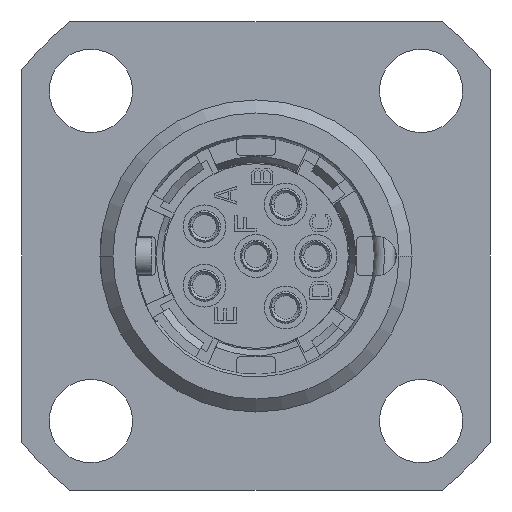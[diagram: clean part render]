
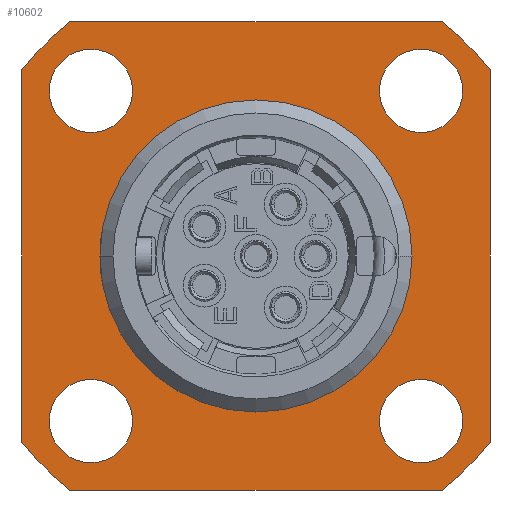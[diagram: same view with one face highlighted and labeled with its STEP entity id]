
A CAD part, left-side view. The second image highlights one B-rep face of the part: STEP entity #10602.
In plain terms, the highlighted planar face has unit normal (-1, 0, 0).
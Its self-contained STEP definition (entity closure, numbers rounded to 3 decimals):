
#412=CARTESIAN_POINT('',(-5.,0.,0.));
#413=DIRECTION('',(-1.,0.,0.));
#414=DIRECTION('',(0.,-1.,0.));
#415=AXIS2_PLACEMENT_3D('',#412,#413,#414);
#425=CARTESIAN_POINT('',(-5.,0.,0.));
#426=DIRECTION('',(-1.,0.,0.));
#427=DIRECTION('',(0.,1.,0.));
#428=AXIS2_PLACEMENT_3D('',#425,#426,#427);
#537=DIRECTION('',(0.,0.,1.));
#538=VECTOR('',#537,14.318);
#539=CARTESIAN_POINT('',(-5.,-9.,-7.159));
#540=LINE('1329',#539,#538);
#541=CARTESIAN_POINT('',(-5.,0.,0.));
#542=DIRECTION('',(-1.,0.,0.));
#543=DIRECTION('',(0.,-0.623,-0.783));
#544=AXIS2_PLACEMENT_3D('',#541,#542,#543);
#546=DIRECTION('',(0.,-1.,0.));
#547=VECTOR('',#546,14.318);
#548=CARTESIAN_POINT('',(-5.,7.159,-9.));
#549=LINE('1331',#548,#547);
#550=CARTESIAN_POINT('',(-5.,0.,0.));
#551=DIRECTION('',(-1.,0.,0.));
#552=DIRECTION('',(0.,0.783,-0.623));
#553=AXIS2_PLACEMENT_3D('',#550,#551,#552);
#555=DIRECTION('',(0.,0.,-1.));
#556=VECTOR('',#555,14.318);
#557=CARTESIAN_POINT('',(-5.,9.,7.159));
#558=LINE('1333',#557,#556);
#559=CARTESIAN_POINT('',(-5.,0.,0.));
#560=DIRECTION('',(-1.,0.,0.));
#561=DIRECTION('',(0.,0.623,0.783));
#562=AXIS2_PLACEMENT_3D('',#559,#560,#561);
#564=DIRECTION('',(0.,1.,0.));
#565=VECTOR('',#564,14.318);
#566=CARTESIAN_POINT('',(-5.,-7.159,9.));
#567=LINE('1335',#566,#565);
#568=CARTESIAN_POINT('',(-5.,0.,0.));
#569=DIRECTION('',(-1.,0.,0.));
#570=DIRECTION('',(0.,-0.783,0.623));
#571=AXIS2_PLACEMENT_3D('',#568,#569,#570);
#573=CARTESIAN_POINT('',(-5.,6.35,6.35));
#574=DIRECTION('',(1.,0.,0.));
#575=DIRECTION('',(0.,1.,0.));
#576=AXIS2_PLACEMENT_3D('',#573,#574,#575);
#578=CARTESIAN_POINT('',(-5.,6.35,6.35));
#579=DIRECTION('',(1.,0.,0.));
#580=DIRECTION('',(0.,-1.,0.));
#581=AXIS2_PLACEMENT_3D('',#578,#579,#580);
#583=CARTESIAN_POINT('',(-5.,6.35,-6.35));
#584=DIRECTION('',(1.,0.,0.));
#585=DIRECTION('',(0.,1.,0.));
#586=AXIS2_PLACEMENT_3D('',#583,#584,#585);
#588=CARTESIAN_POINT('',(-5.,6.35,-6.35));
#589=DIRECTION('',(1.,0.,0.));
#590=DIRECTION('',(0.,-1.,0.));
#591=AXIS2_PLACEMENT_3D('',#588,#589,#590);
#593=CARTESIAN_POINT('',(-5.,-6.35,-6.35));
#594=DIRECTION('',(1.,0.,0.));
#595=DIRECTION('',(0.,1.,0.));
#596=AXIS2_PLACEMENT_3D('',#593,#594,#595);
#598=CARTESIAN_POINT('',(-5.,-6.35,-6.35));
#599=DIRECTION('',(1.,0.,0.));
#600=DIRECTION('',(0.,-1.,0.));
#601=AXIS2_PLACEMENT_3D('',#598,#599,#600);
#603=CARTESIAN_POINT('',(-5.,-6.35,6.35));
#604=DIRECTION('',(1.,0.,0.));
#605=DIRECTION('',(0.,1.,0.));
#606=AXIS2_PLACEMENT_3D('',#603,#604,#605);
#608=CARTESIAN_POINT('',(-5.,-6.35,6.35));
#609=DIRECTION('',(1.,0.,0.));
#610=DIRECTION('',(0.,-1.,0.));
#611=AXIS2_PLACEMENT_3D('',#608,#609,#610);
#7576=CARTESIAN_POINT('',(-5.,-9.,-7.159));
#7577=CARTESIAN_POINT('',(-5.,-9.,7.159));
#7578=VERTEX_POINT('',#7576);
#7579=VERTEX_POINT('',#7577);
#7580=CARTESIAN_POINT('',(-5.,-7.159,-9.));
#7581=VERTEX_POINT('',#7580);
#7582=CARTESIAN_POINT('',(-5.,7.159,-9.));
#7583=VERTEX_POINT('',#7582);
#7584=CARTESIAN_POINT('',(-5.,9.,-7.159));
#7585=VERTEX_POINT('',#7584);
#7586=CARTESIAN_POINT('',(-5.,9.,7.159));
#7587=VERTEX_POINT('',#7586);
#7588=CARTESIAN_POINT('',(-5.,7.159,9.));
#7589=VERTEX_POINT('',#7588);
#7590=CARTESIAN_POINT('',(-5.,-7.159,9.));
#7591=VERTEX_POINT('',#7590);
#7596=CARTESIAN_POINT('',(-5.,-6.,0.));
#7597=CARTESIAN_POINT('',(-5.,6.,0.));
#7598=VERTEX_POINT('',#7596);
#7599=VERTEX_POINT('',#7597);
#7608=CARTESIAN_POINT('',(-5.,7.95,6.35));
#7609=CARTESIAN_POINT('',(-5.,4.75,6.35));
#7610=VERTEX_POINT('',#7608);
#7611=VERTEX_POINT('',#7609);
#7616=CARTESIAN_POINT('',(-5.,7.95,-6.35));
#7617=CARTESIAN_POINT('',(-5.,4.75,-6.35));
#7618=VERTEX_POINT('',#7616);
#7619=VERTEX_POINT('',#7617);
#7624=CARTESIAN_POINT('',(-5.,-4.75,-6.35));
#7625=CARTESIAN_POINT('',(-5.,-7.95,-6.35));
#7626=VERTEX_POINT('',#7624);
#7627=VERTEX_POINT('',#7625);
#7632=CARTESIAN_POINT('',(-5.,-4.75,6.35));
#7633=CARTESIAN_POINT('',(-5.,-7.95,6.35));
#7634=VERTEX_POINT('',#7632);
#7635=VERTEX_POINT('',#7633);
#10551=CARTESIAN_POINT('',(-5.,0.,0.));
#10552=DIRECTION('',(1.,0.,0.));
#10553=DIRECTION('',(0.,0.,-1.));
#10554=AXIS2_PLACEMENT_3D('',#10551,#10552,#10553);
#10555=PLANE('274',#10554);
#10557=ORIENTED_EDGE('1329',*,*,#10556,.F.);
#10559=ORIENTED_EDGE('1330',*,*,#10558,.F.);
#10561=ORIENTED_EDGE('1331',*,*,#10560,.F.);
#10563=ORIENTED_EDGE('1332',*,*,#10562,.F.);
#10565=ORIENTED_EDGE('1333',*,*,#10564,.F.);
#10567=ORIENTED_EDGE('1334',*,*,#10566,.F.);
#10569=ORIENTED_EDGE('1335',*,*,#10568,.F.);
#10571=ORIENTED_EDGE('1336',*,*,#10570,.F.);
#10572=EDGE_LOOP('274',(#10557,#10559,#10561,#10563,#10565,#10567,#10569,
#10571));
#10573=FACE_OUTER_BOUND('274',#10572,.F.);
#10574=ORIENTED_EDGE('1346',*,*,#10356,.T.);
#10575=ORIENTED_EDGE('1348',*,*,#10383,.T.);
#10576=EDGE_LOOP('274',(#10574,#10575));
#10577=FACE_BOUND('274',#10576,.F.);
#10579=ORIENTED_EDGE('1354',*,*,#10578,.F.);
#10581=ORIENTED_EDGE('1355',*,*,#10580,.F.);
#10582=EDGE_LOOP('274',(#10579,#10581));
#10583=FACE_BOUND('274',#10582,.F.);
#10585=ORIENTED_EDGE('1360',*,*,#10584,.F.);
#10587=ORIENTED_EDGE('1361',*,*,#10586,.F.);
#10588=EDGE_LOOP('274',(#10585,#10587));
#10589=FACE_BOUND('274',#10588,.F.);
#10591=ORIENTED_EDGE('1366',*,*,#10590,.F.);
#10593=ORIENTED_EDGE('1367',*,*,#10592,.F.);
#10594=EDGE_LOOP('274',(#10591,#10593));
#10595=FACE_BOUND('274',#10594,.F.);
#10597=ORIENTED_EDGE('1372',*,*,#10596,.F.);
#10599=ORIENTED_EDGE('1373',*,*,#10598,.F.);
#10600=EDGE_LOOP('274',(#10597,#10599));
#10601=FACE_BOUND('274',#10600,.F.);
#416=CIRCLE('1346',#415,6.);
#429=CIRCLE('1348',#428,6.);
#545=CIRCLE('1330',#544,11.5);
#554=CIRCLE('1332',#553,11.5);
#563=CIRCLE('1334',#562,11.5);
#572=CIRCLE('1336',#571,11.5);
#577=CIRCLE('1354',#576,1.6);
#582=CIRCLE('1355',#581,1.6);
#587=CIRCLE('1360',#586,1.6);
#592=CIRCLE('1361',#591,1.6);
#597=CIRCLE('1366',#596,1.6);
#602=CIRCLE('1367',#601,1.6);
#607=CIRCLE('1372',#606,1.6);
#612=CIRCLE('1373',#611,1.6);
#10356=EDGE_CURVE('1346',#7598,#7599,#416,.T.);
#10383=EDGE_CURVE('1348',#7599,#7598,#429,.T.);
#10556=EDGE_CURVE('1329',#7578,#7579,#540,.T.);
#10558=EDGE_CURVE('1330',#7581,#7578,#545,.T.);
#10560=EDGE_CURVE('1331',#7583,#7581,#549,.T.);
#10562=EDGE_CURVE('1332',#7585,#7583,#554,.T.);
#10564=EDGE_CURVE('1333',#7587,#7585,#558,.T.);
#10566=EDGE_CURVE('1334',#7589,#7587,#563,.T.);
#10568=EDGE_CURVE('1335',#7591,#7589,#567,.T.);
#10570=EDGE_CURVE('1336',#7579,#7591,#572,.T.);
#10578=EDGE_CURVE('1354',#7610,#7611,#577,.T.);
#10580=EDGE_CURVE('1355',#7611,#7610,#582,.T.);
#10584=EDGE_CURVE('1360',#7618,#7619,#587,.T.);
#10586=EDGE_CURVE('1361',#7619,#7618,#592,.T.);
#10590=EDGE_CURVE('1366',#7626,#7627,#597,.T.);
#10592=EDGE_CURVE('1367',#7627,#7626,#602,.T.);
#10596=EDGE_CURVE('1372',#7634,#7635,#607,.T.);
#10598=EDGE_CURVE('1373',#7635,#7634,#612,.T.);
#10602=ADVANCED_FACE('274',(#10573,#10577,#10583,#10589,#10595,#10601),#10555,
.F.);
